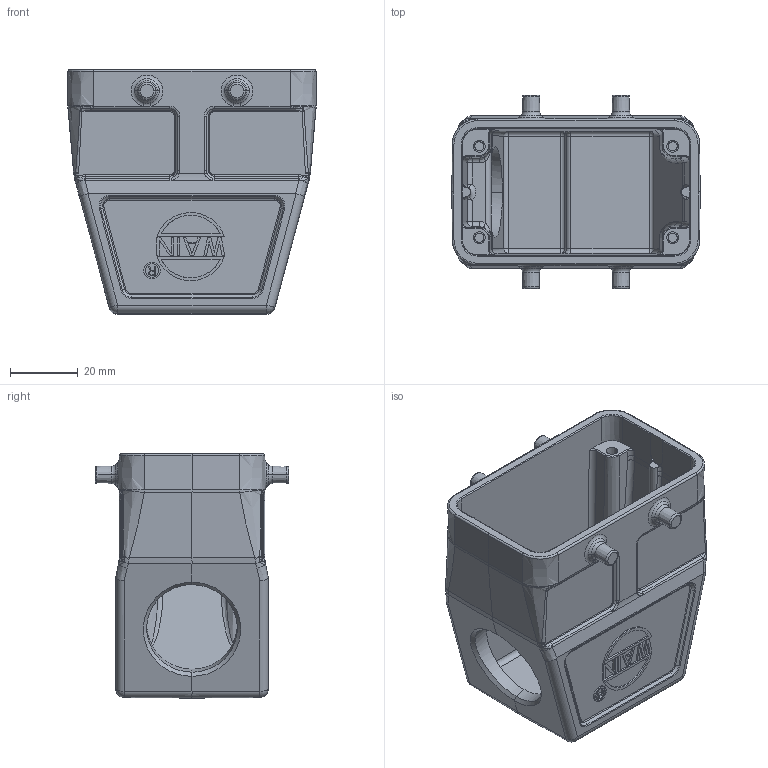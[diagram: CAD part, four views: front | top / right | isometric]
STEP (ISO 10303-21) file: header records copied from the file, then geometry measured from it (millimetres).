
FILE_DESCRIPTION((''),'2;1');
FILE_NAME('H10B-BEH-W','2019-06-14T',('sh.ye'),(''),'PRO/ENGINEER BY PARAMETRIC TECHNOLOGY CORPORATION, 2015240','PRO/ENGINEER BY PARAMETRIC TECHNOLOGY CORPORATION, 2015240','');
FILE_SCHEMA(('AUTOMOTIVE_DESIGN { 1 0 10303 214 1 1 1 1 }'));
Length unit declared in the file: millimetre
Products named in the file (1): H10B-BEH-W
Bounding box: 73.2 x 57 x 72 mm (x, y, z)
Volume: 61438.1 mm3; surface area: 32415.7 mm2
Topology: 1 solids, 1 shells, 701 faces, 1662 edges, 998 vertices
Faces by surface type: plane 256, bspline 203, cylinder 141, torus 41, cone 38, sphere 14, extrusion 8
Entity records: 34081 total; most frequent: CARTESIAN_POINT 14130, ORIENTED_EDGE 3324, DIRECTION 2736, PRESENTATION_STYLE_ASSIGNMENT 1663, STYLED_ITEM 1663, CURVE_STYLE 1662, EDGE_CURVE 1662, VERTEX_POINT 998
